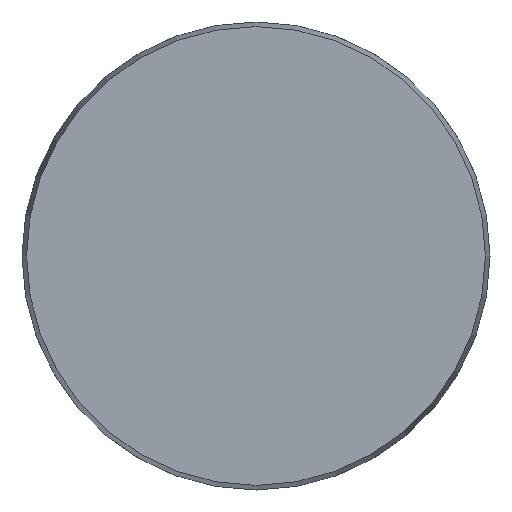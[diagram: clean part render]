
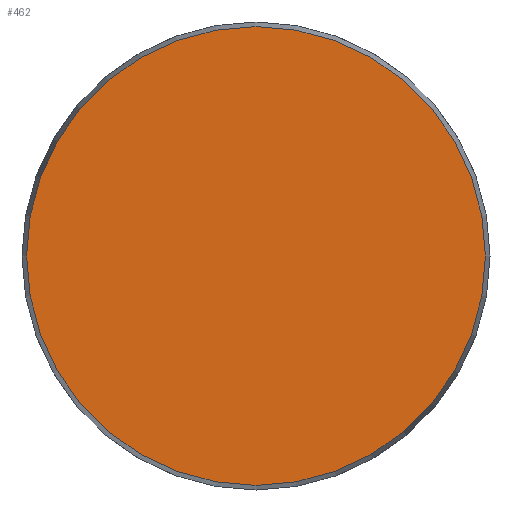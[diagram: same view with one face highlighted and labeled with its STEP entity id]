
A CAD part, front view. The second image highlights one B-rep face of the part: STEP entity #462.
In plain terms, the highlighted planar face has unit normal (0, -1, 0).
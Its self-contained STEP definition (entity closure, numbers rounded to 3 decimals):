
#30 = EDGE_LOOP ( 'NONE', ( #521 ) ) ;
#101 = DIRECTION ( 'NONE',  ( 0., -1., 0. ) ) ;
#117 = VERTEX_POINT ( 'NONE', #514 ) ;
#163 = AXIS2_PLACEMENT_3D ( 'NONE', #225, #503, #541 ) ;
#225 = CARTESIAN_POINT ( 'NONE',  ( -28.425, 0., 0. ) ) ;
#268 = AXIS2_PLACEMENT_3D ( 'NONE', #493, #101, #457 ) ;
#277 = FACE_OUTER_BOUND ( 'NONE', #30, .T. ) ;
#353 = PLANE ( 'NONE',  #163 ) ;
#457 = DIRECTION ( 'NONE',  ( 0., 0., -1. ) ) ;
#462 = ADVANCED_FACE ( 'NONE', ( #277 ), #353, .F. ) ;
#477 = EDGE_CURVE ( 'NONE', #117, #117, #511, .T. ) ;
#493 = CARTESIAN_POINT ( 'NONE',  ( 0., 0., 0. ) ) ;
#503 = DIRECTION ( 'NONE',  ( 0., 1., 0. ) ) ;
#511 = CIRCLE ( 'NONE', #268, 28.425 ) ;
#514 = CARTESIAN_POINT ( 'NONE',  ( 0., 0., -28.425 ) ) ;
#521 = ORIENTED_EDGE ( 'NONE', *, *, #477, .T. ) ;
#541 = DIRECTION ( 'NONE',  ( 0., 0., 1. ) ) ;
